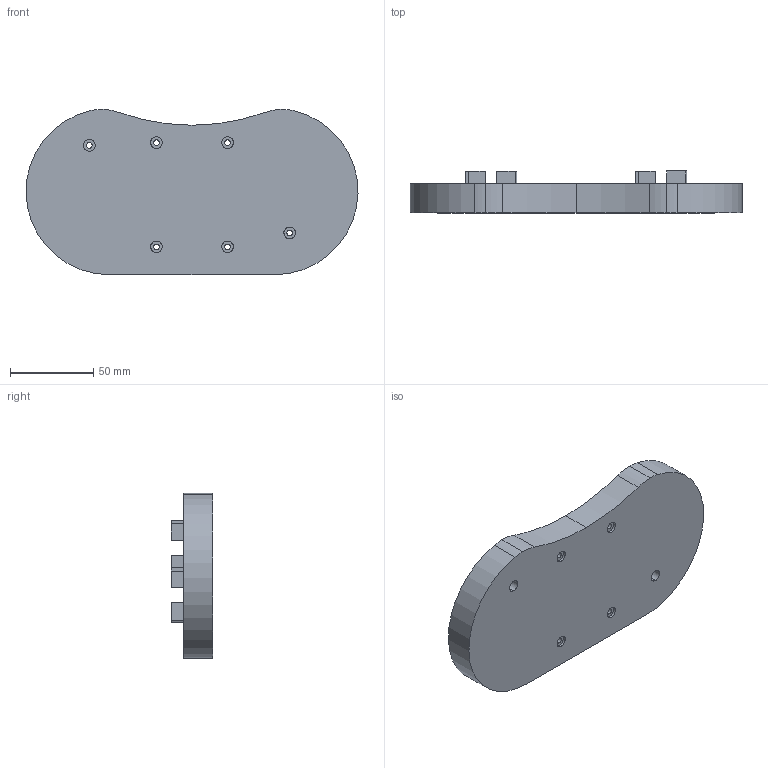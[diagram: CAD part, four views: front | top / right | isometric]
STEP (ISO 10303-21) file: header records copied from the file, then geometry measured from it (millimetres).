
FILE_DESCRIPTION (( 'STEP AP203' ), '1' );
FILE_NAME ('joystick_v2_bottom.STEP', '2025-10-23T10:51:36', ( '' ), ( '' ), 'SwSTEP 2.0', 'SolidWorks 2023', '' );
FILE_SCHEMA (( 'CONFIG_CONTROL_DESIGN' ));
Length unit declared in the file: millimetre
Products named in the file (1): joystick_v2_bottom
Bounding box: 199.97 x 25.2 x 99.52 mm (x, y, z)
Volume: 60434.4 mm3; surface area: 59885.8 mm2
Topology: 1 solids, 1 shells, 252 faces, 614 edges, 371 vertices
Faces by surface type: cylinder 115, plane 90, torus 29, cone 12, sphere 6
Entity records: 7469 total; most frequent: CARTESIAN_POINT 1480, DIRECTION 1282, ORIENTED_EDGE 1216, EDGE_CURVE 608, AXIS2_PLACEMENT_3D 478, VERTEX_POINT 370, LINE 326, VECTOR 326
